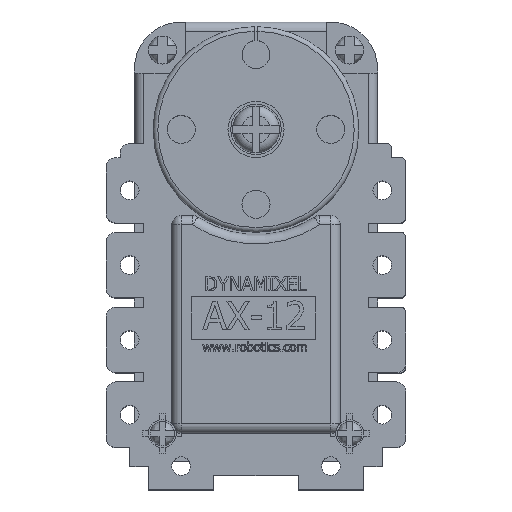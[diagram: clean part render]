
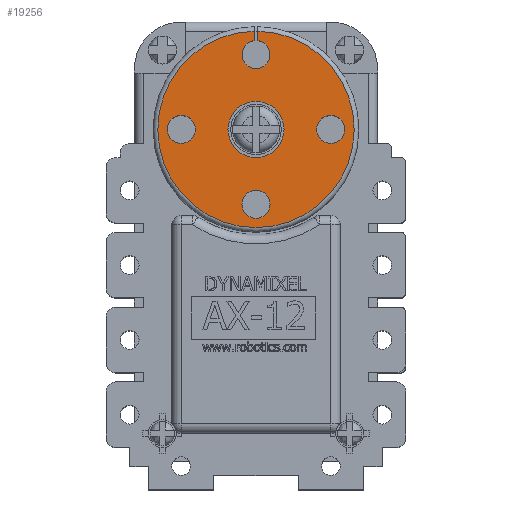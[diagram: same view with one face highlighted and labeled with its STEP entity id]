
A CAD part, top view. The second image highlights one B-rep face of the part: STEP entity #19256.
In plain terms, the highlighted planar face has unit normal (0, 0, 1).
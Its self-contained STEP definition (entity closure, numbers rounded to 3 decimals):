
#737=FACE_BOUND('',#3406,.T.);
#738=FACE_BOUND('',#3407,.T.);
#739=FACE_BOUND('',#3408,.T.);
#740=FACE_BOUND('',#3409,.T.);
#1298=PLANE('',#20606);
#2277=FACE_OUTER_BOUND('',#3405,.T.);
#3405=EDGE_LOOP('',(#17055,#17056,#17057,#17058));
#3406=EDGE_LOOP('',(#17059));
#3407=EDGE_LOOP('',(#17060));
#3408=EDGE_LOOP('',(#17061));
#3409=EDGE_LOOP('',(#17062));
#5359=LINE('',#32438,#7408);
#5361=LINE('',#32457,#7410);
#7408=VECTOR('',#24693,10.);
#7410=VECTOR('',#24703,10.);
#8075=CIRCLE('',#20604,10.5);
#8077=CIRCLE('',#20607,1.5);
#8078=CIRCLE('',#20608,1.5);
#8079=CIRCLE('',#20609,1.5);
#8080=CIRCLE('',#20610,1.5);
#8081=CIRCLE('',#20611,3.);
#9733=VERTEX_POINT('',#32426);
#9734=VERTEX_POINT('',#32437);
#9736=VERTEX_POINT('',#32442);
#9737=VERTEX_POINT('',#32456);
#9738=VERTEX_POINT('',#32459);
#9739=VERTEX_POINT('',#32461);
#9740=VERTEX_POINT('',#32463);
#9741=VERTEX_POINT('',#32465);
#12273=EDGE_CURVE('',#9734,#9733,#5359,.T.);
#12276=EDGE_CURVE('',#9736,#9733,#8075,.T.);
#12278=EDGE_CURVE('',#9736,#9737,#5361,.T.);
#12279=EDGE_CURVE('',#9737,#9734,#8077,.T.);
#12280=EDGE_CURVE('',#9738,#9738,#8078,.T.);
#12281=EDGE_CURVE('',#9739,#9739,#8079,.T.);
#12282=EDGE_CURVE('',#9740,#9740,#8080,.T.);
#12283=EDGE_CURVE('',#9741,#9741,#8081,.T.);
#17055=ORIENTED_EDGE('',*,*,#12276,.F.);
#17056=ORIENTED_EDGE('',*,*,#12278,.T.);
#17057=ORIENTED_EDGE('',*,*,#12279,.T.);
#17058=ORIENTED_EDGE('',*,*,#12273,.T.);
#17059=ORIENTED_EDGE('',*,*,#12280,.T.);
#17060=ORIENTED_EDGE('',*,*,#12281,.T.);
#17061=ORIENTED_EDGE('',*,*,#12282,.T.);
#17062=ORIENTED_EDGE('',*,*,#12283,.T.);
#19256=ADVANCED_FACE('',(#2277,#737,#738,#739,#740),#1298,.T.);
#20604=AXIS2_PLACEMENT_3D('',#32453,#24697,#24698);
#20606=AXIS2_PLACEMENT_3D('',#32455,#24701,#24702);
#20607=AXIS2_PLACEMENT_3D('',#32458,#24704,#24705);
#20608=AXIS2_PLACEMENT_3D('',#32460,#24706,#24707);
#20609=AXIS2_PLACEMENT_3D('',#32462,#24708,#24709);
#20610=AXIS2_PLACEMENT_3D('',#32464,#24710,#24711);
#20611=AXIS2_PLACEMENT_3D('',#32466,#24712,#24713);
#24693=DIRECTION('',(0.,1.,0.));
#24697=DIRECTION('center_axis',(0.,0.,-1.));
#24698=DIRECTION('ref_axis',(0.,-1.,0.));
#24701=DIRECTION('center_axis',(0.,0.,1.));
#24702=DIRECTION('ref_axis',(1.,0.,0.));
#24703=DIRECTION('',(0.,-1.,0.));
#24704=DIRECTION('center_axis',(0.,0.,-1.));
#24705=DIRECTION('ref_axis',(-1.,0.,0.));
#24706=DIRECTION('center_axis',(0.,0.,-1.));
#24707=DIRECTION('ref_axis',(-1.,0.,0.));
#24708=DIRECTION('center_axis',(0.,0.,-1.));
#24709=DIRECTION('ref_axis',(-1.,0.,0.));
#24710=DIRECTION('center_axis',(0.,0.,-1.));
#24711=DIRECTION('ref_axis',(-1.,0.,0.));
#24712=DIRECTION('center_axis',(0.,0.,-1.));
#24713=DIRECTION('ref_axis',(-1.,0.,0.));
#32426=CARTESIAN_POINT('',(15.8,-1.002,37.));
#32437=CARTESIAN_POINT('',(15.8,-2.013,37.));
#32438=CARTESIAN_POINT('',(15.8,-6.757,37.));
#32442=CARTESIAN_POINT('',(16.2,-1.002,37.));
#32453=CARTESIAN_POINT('Origin',(16.,-11.5,37.));
#32455=CARTESIAN_POINT('Origin',(16.,-11.5,37.));
#32456=CARTESIAN_POINT('',(16.2,-2.013,37.));
#32457=CARTESIAN_POINT('',(16.2,-6.001,37.));
#32458=CARTESIAN_POINT('Origin',(16.,-3.5,37.));
#32459=CARTESIAN_POINT('',(25.5,-11.5,37.));
#32460=CARTESIAN_POINT('Origin',(24.,-11.5,37.));
#32461=CARTESIAN_POINT('',(9.5,-11.5,37.));
#32462=CARTESIAN_POINT('Origin',(8.,-11.5,37.));
#32463=CARTESIAN_POINT('',(17.5,-19.5,37.));
#32464=CARTESIAN_POINT('Origin',(16.,-19.5,37.));
#32465=CARTESIAN_POINT('',(19.,-11.5,37.));
#32466=CARTESIAN_POINT('Origin',(16.,-11.5,37.));
